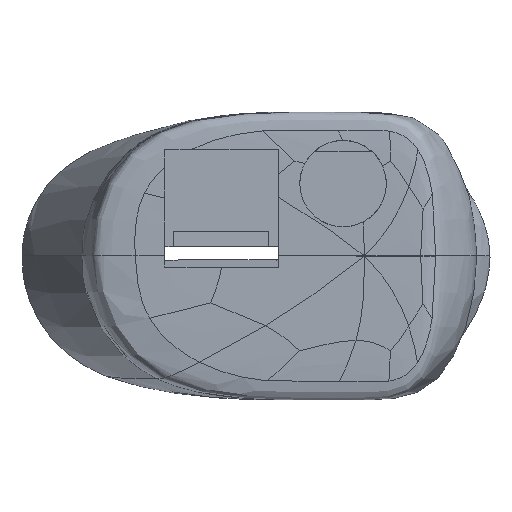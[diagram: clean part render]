
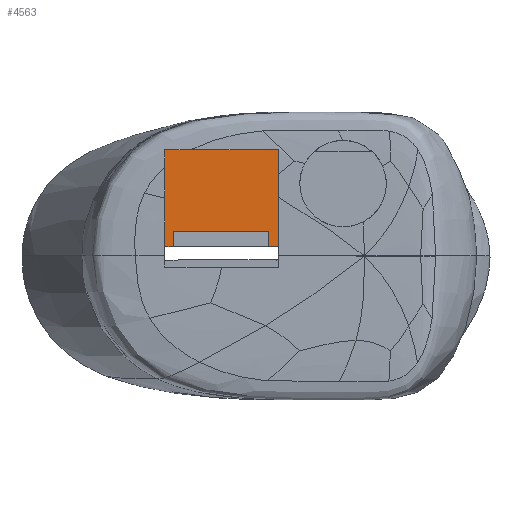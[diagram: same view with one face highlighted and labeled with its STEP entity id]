
A CAD part, front view. The second image highlights one B-rep face of the part: STEP entity #4563.
In plain terms, the highlighted planar face has unit normal (0, -1, 0).
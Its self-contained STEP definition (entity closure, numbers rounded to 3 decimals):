
#134=PLANE('',#4840);
#440=LINE('',#12989,#790);
#443=LINE('',#13001,#793);
#445=LINE('',#13006,#795);
#447=LINE('',#13011,#797);
#450=LINE('',#13015,#800);
#451=LINE('',#13018,#801);
#452=LINE('',#13019,#802);
#453=LINE('',#13020,#803);
#790=VECTOR('',#5503,10.);
#793=VECTOR('',#5508,10.);
#795=VECTOR('',#5512,10.);
#797=VECTOR('',#5516,10.);
#800=VECTOR('',#5521,10.);
#801=VECTOR('',#5524,10.);
#802=VECTOR('',#5525,10.);
#803=VECTOR('',#5526,10.);
#1130=FACE_OUTER_BOUND('',#1400,.T.);
#1400=EDGE_LOOP('',(#3735,#3736,#3737,#3738,#3739,#3740,#3741,#3742));
#2127=VERTEX_POINT('',#12986);
#2128=VERTEX_POINT('',#12988);
#2130=VERTEX_POINT('',#12999);
#2131=VERTEX_POINT('',#13003);
#2132=VERTEX_POINT('',#13005);
#2133=VERTEX_POINT('',#13009);
#2134=VERTEX_POINT('',#13010);
#2135=VERTEX_POINT('',#13017);
#2705=EDGE_CURVE('',#2128,#2127,#440,.T.);
#2709=EDGE_CURVE('',#2127,#2130,#443,.T.);
#2711=EDGE_CURVE('',#2131,#2132,#445,.T.);
#2713=EDGE_CURVE('',#2133,#2134,#447,.T.);
#2716=EDGE_CURVE('',#2134,#2131,#450,.T.);
#2717=EDGE_CURVE('',#2135,#2132,#451,.T.);
#2718=EDGE_CURVE('',#2133,#2128,#452,.T.);
#2719=EDGE_CURVE('',#2130,#2135,#453,.T.);
#3735=ORIENTED_EDGE('',*,*,#2717,.T.);
#3736=ORIENTED_EDGE('',*,*,#2711,.F.);
#3737=ORIENTED_EDGE('',*,*,#2716,.F.);
#3738=ORIENTED_EDGE('',*,*,#2713,.F.);
#3739=ORIENTED_EDGE('',*,*,#2718,.T.);
#3740=ORIENTED_EDGE('',*,*,#2705,.T.);
#3741=ORIENTED_EDGE('',*,*,#2709,.T.);
#3742=ORIENTED_EDGE('',*,*,#2719,.T.);
#4563=ADVANCED_FACE('',(#1130),#134,.T.);
#4840=AXIS2_PLACEMENT_3D('',#13016,#5522,#5523);
#5503=DIRECTION('',(0.,0.,1.));
#5508=DIRECTION('',(-1.,0.,0.));
#5512=DIRECTION('',(0.,0.,-1.));
#5516=DIRECTION('',(0.,0.,1.));
#5521=DIRECTION('',(-1.,0.,0.));
#5522=DIRECTION('center_axis',(0.,-1.,0.));
#5523=DIRECTION('ref_axis',(0.,0.,1.));
#5524=DIRECTION('',(1.,0.,0.));
#5525=DIRECTION('',(1.,0.,0.));
#5526=DIRECTION('',(0.,0.,-1.));
#12986=CARTESIAN_POINT('',(-44.699,-11.728,11.5));
#12988=CARTESIAN_POINT('',(-44.699,-11.728,0.25));
#12989=CARTESIAN_POINT('',(-44.699,-11.728,0.25));
#12999=CARTESIAN_POINT('',(-57.892,-11.728,11.5));
#13001=CARTESIAN_POINT('',(-44.699,-11.728,11.5));
#13003=CARTESIAN_POINT('',(-56.892,-11.728,2.));
#13005=CARTESIAN_POINT('',(-56.892,-11.728,0.25));
#13006=CARTESIAN_POINT('',(-56.892,-11.728,2.));
#13009=CARTESIAN_POINT('',(-45.892,-11.728,0.25));
#13010=CARTESIAN_POINT('',(-45.892,-11.728,2.));
#13011=CARTESIAN_POINT('',(-45.892,-11.728,0.25));
#13015=CARTESIAN_POINT('',(-45.892,-11.728,2.));
#13016=CARTESIAN_POINT('Origin',(-57.892,-11.728,11.5));
#13017=CARTESIAN_POINT('',(-57.892,-11.728,0.25));
#13018=CARTESIAN_POINT('',(-57.892,-11.728,0.25));
#13019=CARTESIAN_POINT('',(-45.892,-11.728,0.25));
#13020=CARTESIAN_POINT('',(-57.892,-11.728,11.5));
